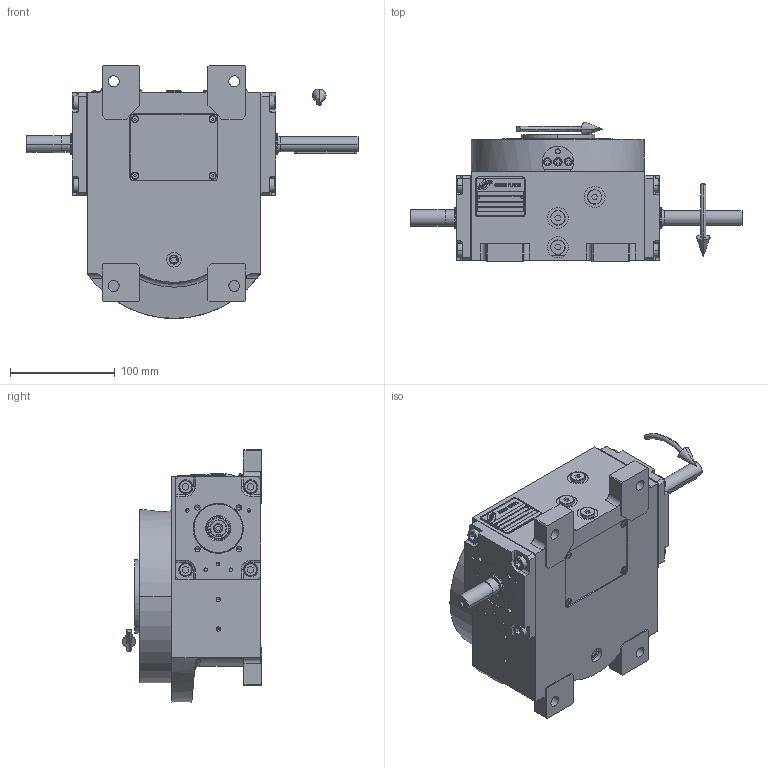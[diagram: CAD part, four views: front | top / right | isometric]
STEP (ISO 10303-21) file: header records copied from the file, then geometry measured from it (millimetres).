
FILE_DESCRIPTION (( 'STEP AP203' ), '1' );
FILE_NAME ('PC5201539.step', '2025-10-03T06:29:51', ( '' ), ( '' ), 'SwSTEP 2.0', 'SolidWorks 2020', '' );
FILE_SCHEMA (( 'CONFIG_CONTROL_DESIGN' ));
Length unit declared in the file: millimetre
Products named in the file (70): rig04_002_bl_009; CFN2155_01_007.stp; AS_rig04_002_bl_009; cfn2000_01_129; CFN2223_01-390X6-B.stp; olio_agip_blasia_150; CFN2000_01_185.stp; CFN2010_01_006.stp; freccia_angolare; cfn2476_01_001_48x38; cfn2128_04_011; cfn2107_01_001; CFN2356_03_051.stp; cfn2077_01_018; cfn2115_02_213; 900_38_30_003; cfn2104_01_016; rig04_015; CFN2203_02_001.stp; CFN2010_02_002.stp; rig04_004; cfn2276_01_065; AS_900_38_30_003; rig04_071_6_m.stp; AS_rig04_071_6_m; cfn2000_01_147; AS_cfn2476_01_001_48x38; cfn2128_05_006; rig04_003_6; cfn2070_05_001; cfn2073_01_011; RIG06_021_AF0.stp; CFN2104_02_017.stp; cfn2155_01_055; rig04_007_master; cfn2151_01_092; freccia_angolare_albero; RIG04_005_ASM.stp; cfn2000_01_161; RIG04_005_AF0.stp ...
Assembly tree (61 placements, depth 5):
  CFN2223_01-390X6-B.stp
  olio_agip_blasia_150
  CFN2010_01_006.stp
  CFN2356_03_051.stp
  cfn2077_01_018
Bounding box: 316.5 x 133 x 241 mm (x, y, z)
Volume: 1252213.5 mm3; surface area: 395344.3 mm2
Topology: 65 solids, 65 shells, 1919 faces, 4681 edges, 2990 vertices
Faces by surface type: plane 1002, cylinder 581, cone 315, torus 14, sphere 6, bspline 1
Entity records: 63428 total; most frequent: CARTESIAN_POINT 12056, DIRECTION 9316, ORIENTED_EDGE 8914, EDGE_CURVE 4457, AXIS2_PLACEMENT_3D 3179, VECTOR 2958, LINE 2958, VERTEX_POINT 2898
